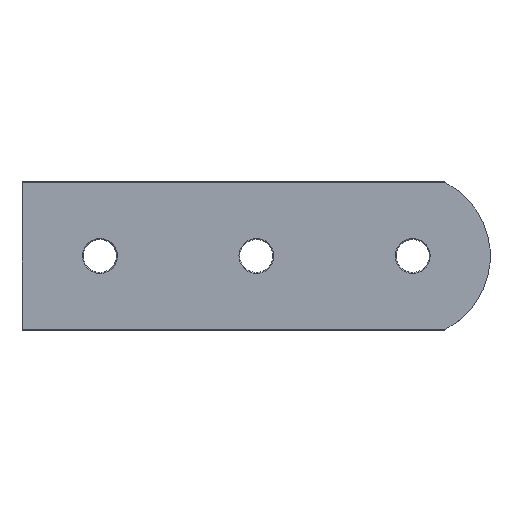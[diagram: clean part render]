
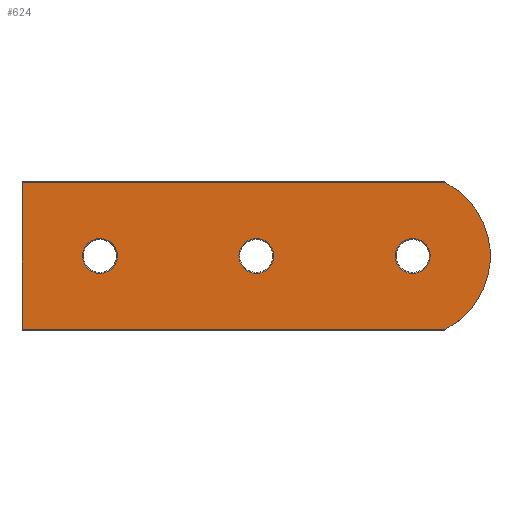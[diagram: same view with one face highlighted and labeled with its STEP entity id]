
A CAD part, top view. The second image highlights one B-rep face of the part: STEP entity #624.
In plain terms, the highlighted planar face has unit normal (0, 0, 1).
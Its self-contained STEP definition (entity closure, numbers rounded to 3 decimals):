
#8 = CIRCLE ( 'NONE', #433, 4.45 ) ;
#11 = EDGE_LOOP ( 'NONE', ( #250, #15 ) ) ;
#15 = ORIENTED_EDGE ( 'NONE', *, *, #384, .T. ) ;
#17 = DIRECTION ( 'NONE',  ( -1., 0., 0. ) ) ;
#35 = AXIS2_PLACEMENT_3D ( 'NONE', #504, #222, #747 ) ;
#51 = VECTOR ( 'NONE', #577, 1000. ) ;
#52 = CARTESIAN_POINT ( 'NONE',  ( -54., 18.95, 6. ) ) ;
#57 = LINE ( 'NONE', #52, #51 ) ;
#62 = DIRECTION ( 'NONE',  ( -1., 0., 0. ) ) ;
#68 = CARTESIAN_POINT ( 'NONE',  ( 54.396, -18.75, 6. ) ) ;
#76 = ORIENTED_EDGE ( 'NONE', *, *, #478, .T. ) ;
#79 = CIRCLE ( 'NONE', #720, 4.45 ) ;
#86 = EDGE_CURVE ( 'NONE', #88, #237, #8, .T. ) ;
#88 = VERTEX_POINT ( 'NONE', #636 ) ;
#89 = ORIENTED_EDGE ( 'NONE', *, *, #243, .T. ) ;
#94 = VECTOR ( 'NONE', #62, 1000. ) ;
#95 = CARTESIAN_POINT ( 'NONE',  ( 54.396, 18.75, 6. ) ) ;
#101 = PLANE ( 'NONE',  #35 ) ;
#124 = CARTESIAN_POINT ( 'NONE',  ( 44.684, 0., 6. ) ) ;
#133 = AXIS2_PLACEMENT_3D ( 'NONE', #124, #550, #17 ) ;
#136 = EDGE_CURVE ( 'NONE', #305, #666, #584, .T. ) ;
#144 = VERTEX_POINT ( 'NONE', #68 ) ;
#154 = VERTEX_POINT ( 'NONE', #186 ) ;
#159 = DIRECTION ( 'NONE',  ( -1., 0., 0. ) ) ;
#161 = CARTESIAN_POINT ( 'NONE',  ( -54., 18.75, 6. ) ) ;
#172 = DIRECTION ( 'NONE',  ( 0., 0., -1. ) ) ;
#185 = EDGE_LOOP ( 'NONE', ( #616, #218 ) ) ;
#186 = CARTESIAN_POINT ( 'NONE',  ( -29.6, 0., 6. ) ) ;
#218 = ORIENTED_EDGE ( 'NONE', *, *, #86, .T. ) ;
#219 = CARTESIAN_POINT ( 'NONE',  ( -38.5, 0., 6. ) ) ;
#222 = DIRECTION ( 'NONE',  ( 0., 0., -1. ) ) ;
#225 = FACE_BOUND ( 'NONE', #313, .T. ) ;
#227 = VERTEX_POINT ( 'NONE', #257 ) ;
#237 = VERTEX_POINT ( 'NONE', #736 ) ;
#241 = EDGE_CURVE ( 'NONE', #144, #305, #451, .T. ) ;
#243 = EDGE_CURVE ( 'NONE', #748, #227, #507, .T. ) ;
#250 = ORIENTED_EDGE ( 'NONE', *, *, #488, .T. ) ;
#257 = CARTESIAN_POINT ( 'NONE',  ( 10.4, 0., 6. ) ) ;
#260 = VERTEX_POINT ( 'NONE', #315 ) ;
#303 = CIRCLE ( 'NONE', #743, 4.45 ) ;
#305 = VERTEX_POINT ( 'NONE', #95 ) ;
#309 = VERTEX_POINT ( 'NONE', #219 ) ;
#313 = EDGE_LOOP ( 'NONE', ( #676, #89 ) ) ;
#315 = CARTESIAN_POINT ( 'NONE',  ( -54., -18.75, 6. ) ) ;
#319 = ORIENTED_EDGE ( 'NONE', *, *, #241, .T. ) ;
#335 = DIRECTION ( 'NONE',  ( -1., 0., 0. ) ) ;
#341 = FACE_BOUND ( 'NONE', #185, .T. ) ;
#353 = CARTESIAN_POINT ( 'NONE',  ( 5.95, 0., 6. ) ) ;
#354 = CARTESIAN_POINT ( 'NONE',  ( 45.95, 0., 6. ) ) ;
#362 = AXIS2_PLACEMENT_3D ( 'NONE', #708, #448, #335 ) ;
#371 = EDGE_CURVE ( 'NONE', #260, #144, #569, .T. ) ;
#384 = EDGE_CURVE ( 'NONE', #309, #154, #303, .T. ) ;
#392 = FACE_BOUND ( 'NONE', #11, .T. ) ;
#396 = DIRECTION ( 'NONE',  ( 0., 0., -1. ) ) ;
#410 = VECTOR ( 'NONE', #436, 1000. ) ;
#433 = AXIS2_PLACEMENT_3D ( 'NONE', #354, #396, #529 ) ;
#436 = DIRECTION ( 'NONE',  ( 1., 0., 0. ) ) ;
#447 = AXIS2_PLACEMENT_3D ( 'NONE', #704, #571, #627 ) ;
#448 = DIRECTION ( 'NONE',  ( 0., 0., -1. ) ) ;
#451 = CIRCLE ( 'NONE', #133, 21.116 ) ;
#478 = EDGE_CURVE ( 'NONE', #666, #260, #57, .T. ) ;
#485 = EDGE_LOOP ( 'NONE', ( #76, #559, #319, #761 ) ) ;
#487 = DIRECTION ( 'NONE',  ( 0., 0., -1. ) ) ;
#488 = EDGE_CURVE ( 'NONE', #154, #309, #79, .T. ) ;
#491 = CARTESIAN_POINT ( 'NONE',  ( 44.684, 18.75, 6. ) ) ;
#495 = DIRECTION ( 'NONE',  ( -1., 0., 0. ) ) ;
#504 = CARTESIAN_POINT ( 'NONE',  ( 44.684, 0., 6. ) ) ;
#507 = CIRCLE ( 'NONE', #596, 4.45 ) ;
#513 = CIRCLE ( 'NONE', #447, 4.45 ) ;
#522 = FACE_OUTER_BOUND ( 'NONE', #485, .T. ) ;
#529 = DIRECTION ( 'NONE',  ( -1., 0., 0. ) ) ;
#550 = DIRECTION ( 'NONE',  ( 0., 0., 1. ) ) ;
#559 = ORIENTED_EDGE ( 'NONE', *, *, #371, .T. ) ;
#561 = CARTESIAN_POINT ( 'NONE',  ( 44.684, -18.75, 6. ) ) ;
#564 = CARTESIAN_POINT ( 'NONE',  ( -34.05, 0., 6. ) ) ;
#569 = LINE ( 'NONE', #561, #410 ) ;
#570 = CARTESIAN_POINT ( 'NONE',  ( 1.5, 0., 6. ) ) ;
#571 = DIRECTION ( 'NONE',  ( 0., 0., -1. ) ) ;
#577 = DIRECTION ( 'NONE',  ( 0., -1., 0. ) ) ;
#582 = EDGE_CURVE ( 'NONE', #237, #88, #513, .T. ) ;
#584 = LINE ( 'NONE', #491, #94 ) ;
#596 = AXIS2_PLACEMENT_3D ( 'NONE', #353, #487, #495 ) ;
#616 = ORIENTED_EDGE ( 'NONE', *, *, #582, .T. ) ;
#624 = ADVANCED_FACE ( 'NONE', ( #341, #225, #392, #522 ), #101, .F. ) ;
#627 = DIRECTION ( 'NONE',  ( -1., 0., 0. ) ) ;
#633 = CARTESIAN_POINT ( 'NONE',  ( -34.05, 0., 6. ) ) ;
#636 = CARTESIAN_POINT ( 'NONE',  ( 41.5, 0., 6. ) ) ;
#666 = VERTEX_POINT ( 'NONE', #161 ) ;
#676 = ORIENTED_EDGE ( 'NONE', *, *, #722, .T. ) ;
#682 = DIRECTION ( 'NONE',  ( 0., 0., -1. ) ) ;
#704 = CARTESIAN_POINT ( 'NONE',  ( 45.95, 0., 6. ) ) ;
#706 = DIRECTION ( 'NONE',  ( -1., 0., 0. ) ) ;
#707 = CIRCLE ( 'NONE', #362, 4.45 ) ;
#708 = CARTESIAN_POINT ( 'NONE',  ( 5.95, 0., 6. ) ) ;
#720 = AXIS2_PLACEMENT_3D ( 'NONE', #633, #172, #706 ) ;
#722 = EDGE_CURVE ( 'NONE', #227, #748, #707, .T. ) ;
#736 = CARTESIAN_POINT ( 'NONE',  ( 50.4, 0., 6. ) ) ;
#743 = AXIS2_PLACEMENT_3D ( 'NONE', #564, #682, #159 ) ;
#747 = DIRECTION ( 'NONE',  ( -1., 0., 0. ) ) ;
#748 = VERTEX_POINT ( 'NONE', #570 ) ;
#761 = ORIENTED_EDGE ( 'NONE', *, *, #136, .T. ) ;
